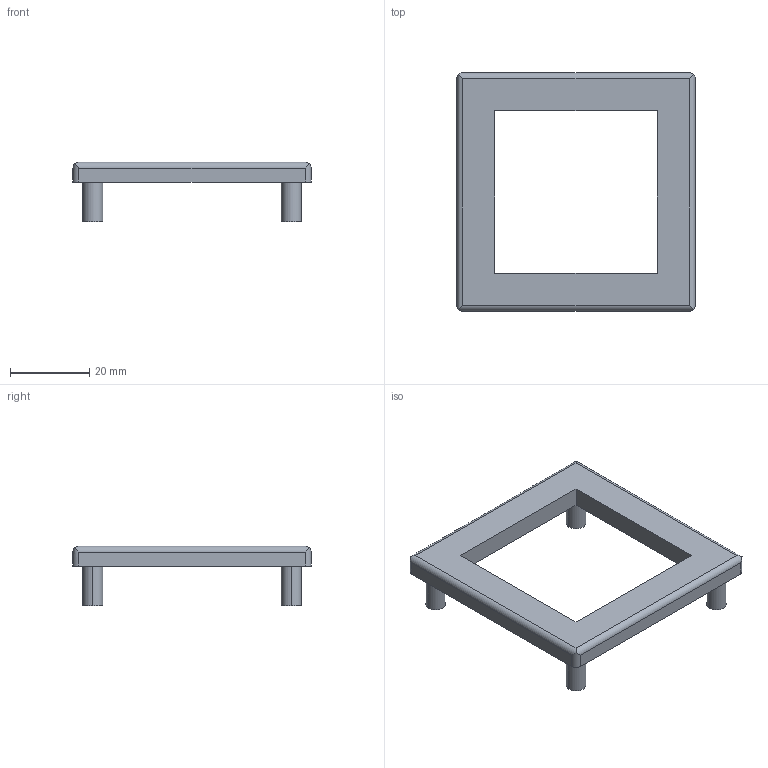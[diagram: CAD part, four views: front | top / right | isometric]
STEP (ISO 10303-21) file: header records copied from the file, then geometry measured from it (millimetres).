
FILE_DESCRIPTION(('Creo Elements/Direct Modeling STEP Export'),'2;1');
FILE_NAME('44.0305.11_Abdeckkappe-MMS-44_60x60x5-Aussparung-leitfähig.stp','2022-03-21T 8:55:18',(''),(''),'PTC Creo Elements/Direct Modeling STEP processor for AP214 (Solid Model)','PTC Creo Elements/Direct Modeling 19.0C 15-Aug-2015 (C) Parametric Technology GmbH','');
FILE_SCHEMA(('AUTOMOTIVE_DESIGN { 1 0 10303 214 1 1 1 1 }'));
Length unit declared in the file: millimetre
Products named in the file (2): Abdeckkappe-MMS-44_60x60x5-Aussparung-leitfähig_44.0305.11-K-Modell.
02
Assembly tree (1 placements, depth 2):
  Abdeckkappe-MMS-44_60x60x5-Aussparung-leitfähig_44.0305.11-K-Modell.
02
    Abdeckkappe-MMS-44_60x60x5-Aussparung-leitfähig_44.0305.11-K-Modell.
02
Bounding box: 60 x 60 x 15 mm (x, y, z)
Volume: 10258 mm3; surface area: 6317.4 mm2
Topology: 1 solids, 1 shells, 30 faces, 72 edges, 48 vertices
Faces by surface type: cylinder 16, plane 14
Entity records: 897 total; most frequent: DIRECTION 152, CARTESIAN_POINT 144, ORIENTED_EDGE 144, EDGE_CURVE 72, AXIS2_PLACEMENT_3D 56, VERTEX_POINT 48, VECTOR 40, LINE 40
